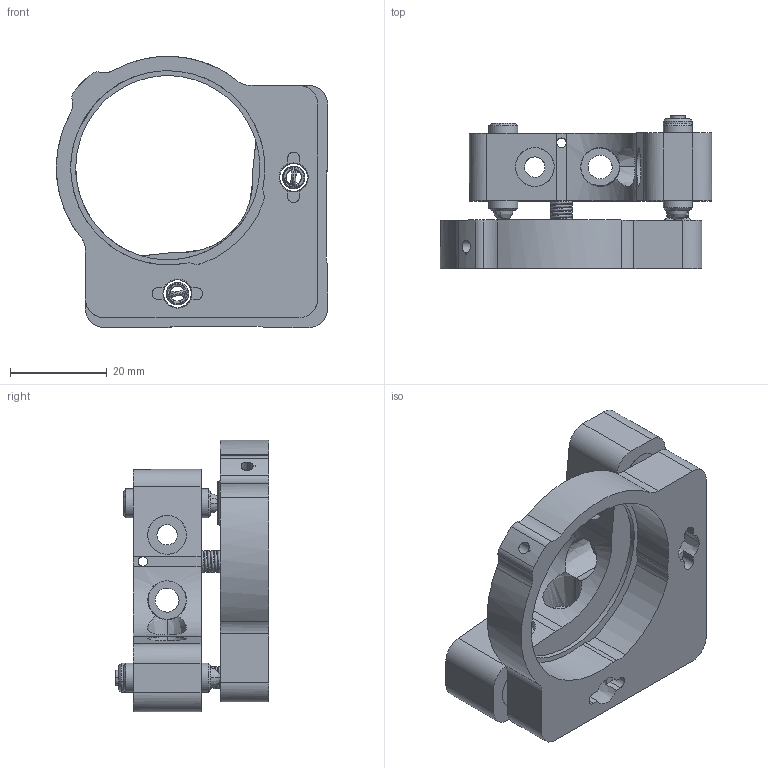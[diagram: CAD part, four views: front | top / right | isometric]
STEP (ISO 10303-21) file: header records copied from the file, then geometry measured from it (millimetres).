
FILE_DESCRIPTION(/* description */ (''),/* implementation_level */ '2;1');
FILE_NAME(/* name */ 'MMM3-A~1',/* time_stamp */ '2021-08-20T18:59:54+03:00',/* author */ (''),/* organization */ (''),/* preprocessor_version */ 'ST-DEVELOPER v15',/* originating_system */ '',/* authorisation */ '');
FILE_SCHEMA (('AUTOMOTIVE_DESIGN'));
Length unit declared in the file: millimetre
Products named in the file (10): Document; МММ3-А40-к; МММ3-А40-к_Subs
titute_3; Block 01; Block 02; Block 03; Block 04; Block 05; Block 06
Assembly tree (9 placements, depth 5):
  Document
    Document
      МММ3-А40-к
        МММ3-А40-к_Subs
titute_3
          Block 01
          Block 02
          Block 03
          Block 04
          Block 05
          Block 06
Bounding box: 56 x 31.72 x 56 mm (x, y, z)
Volume: 26983.1 mm3; surface area: 19309.9 mm2
Topology: 22 solids, 44 shells, 460 faces, 1322 edges, 841 vertices
Faces by surface type: bspline 460
Entity records: 85583 total; most frequent: CARTESIAN_POINT 70005, B_SPLINE_CURVE_WITH_KNOTS 2543, ORIENTED_EDGE 2400, PCURVE 2400, DEFINITIONAL_REPRESENTATION 2400, SURFACE_CURVE 1284, EDGE_CURVE 1284, VERTEX_POINT 835
